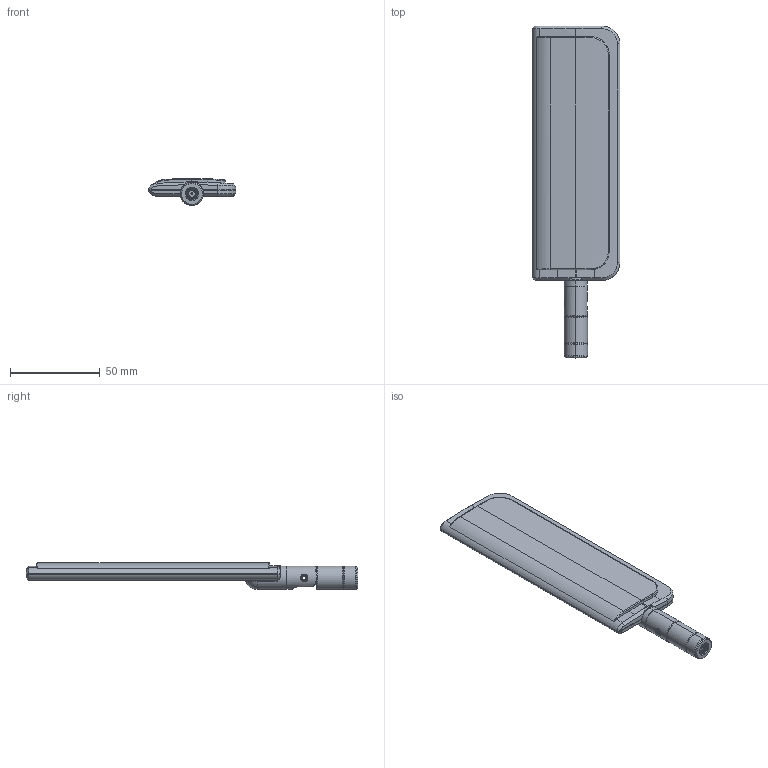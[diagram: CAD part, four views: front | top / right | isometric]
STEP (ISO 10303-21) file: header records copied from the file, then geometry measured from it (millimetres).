
FILE_DESCRIPTION (( 'STEP AP214' ), '1' );
FILE_NAME ('TG.30.8113W_Web.STEP', '2020-01-02T03:52:33', ( '' ), ( '' ), 'SwSTEP 2.0', 'SolidWorks 2017', '' );
FILE_SCHEMA (( 'AUTOMOTIVE_DESIGN' ));
Length unit declared in the file: millimetre
Products named in the file (1): TG.30.8113W_Web
Bounding box: 48.97 x 185.29 x 15.03 mm (x, y, z)
Surface area: 19259.9 mm2 (no closed solid volume)
Topology: 0 solids, 6 shells, 155 faces, 479 edges, 329 vertices
Faces by surface type: cylinder 61, plane 38, bspline 23, cone 23, torus 9, sphere 1
Entity records: 10783 total; most frequent: CARTESIAN_POINT 5266, ORIENTED_EDGE 859, DIRECTION 641, EDGE_CURVE 479, VERTEX_POINT 329, AXIS2_PLACEMENT_3D 237, LINE 167, VECTOR 167
